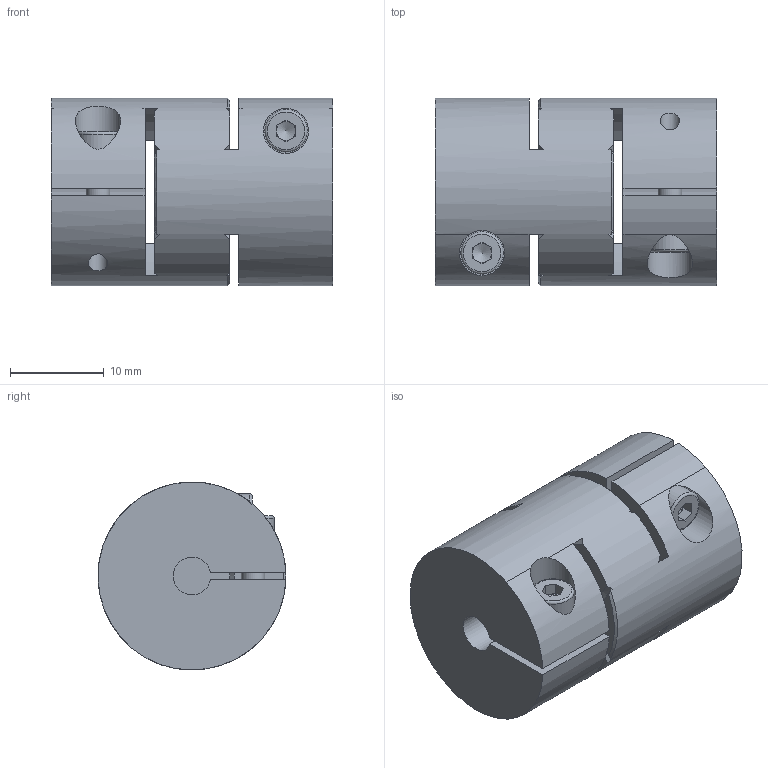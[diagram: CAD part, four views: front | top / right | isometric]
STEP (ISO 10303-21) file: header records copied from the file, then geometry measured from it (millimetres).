
FILE_DESCRIPTION( ( 'Unknown' ), '1' );
FILE_NAME( 'MJT-C 20.stp', 'Unknown', ( 'Unknown' ), ( 'Unknown' ), 'PSStep 10.1', 'Unknown', ' ' );
FILE_SCHEMA( ( 'AUTOMOTIVE_DESIGN { 1 0 10303 214 1 1 1 1 }' ) );
Length unit declared in the file: millimetre
Products named in the file (1): M J T 20 C 2
Bounding box: 30 x 20 x 20 mm (x, y, z)
Volume: 8052.6 mm3; surface area: 4552.2 mm2
Topology: 1 solids, 1 shells, 135 faces, 342 edges, 216 vertices
Faces by surface type: cylinder 51, plane 46, cone 36, torus 2
Full cylindrical faces by diameter (mm): 2 x2, 2.05 x2, 2.5 x2, 2.75 x2, 4.5 x2, 4.8 x2, 8 x2, 20 x1
Entity records: 5652 total; most frequent: CARTESIAN_POINT 1450, DIRECTION 698, ORIENTED_EDGE 604, EDGE_CURVE 302, AXIS2_PLACEMENT_3D 298, VERTEX_POINT 202, EDGE_LOOP 170, CIRCLE 164
